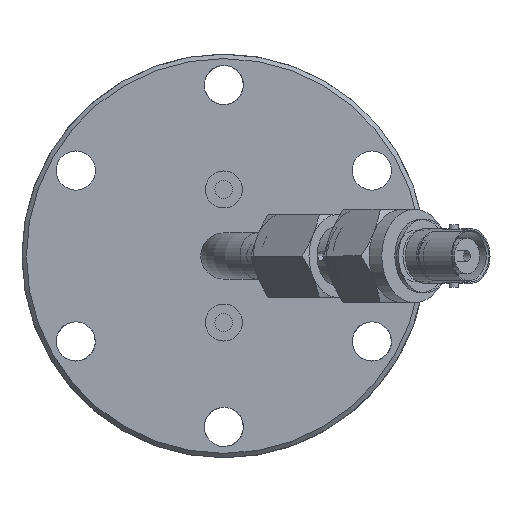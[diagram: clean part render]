
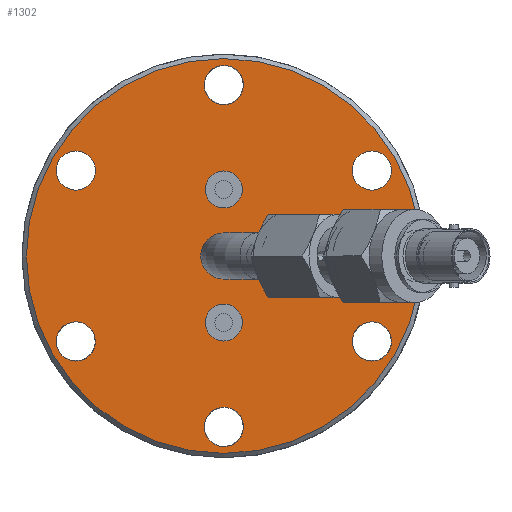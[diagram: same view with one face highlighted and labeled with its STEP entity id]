
A CAD part, front view. The second image highlights one B-rep face of the part: STEP entity #1302.
In plain terms, the highlighted planar face has unit normal (0, -1, 0).
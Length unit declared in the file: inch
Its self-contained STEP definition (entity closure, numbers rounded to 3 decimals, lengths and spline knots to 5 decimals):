
#374=B_SPLINE_CURVE_WITH_KNOTS('',3,(#15859,#15860,#15861,#15862,#15863,
#15864,#15865,#15866,#15867,#15868,#15869),.UNSPECIFIED.,.T.,.F.,(1,1,2,
1,1,1,1,1,1,1,2,1,1),(-0.25,-0.125,0.,0.125,0.25,0.375,0.5,0.625,0.75,0.875,
1.,1.125,1.25),.UNSPECIFIED.);
#375=B_SPLINE_CURVE_WITH_KNOTS('',3,(#15875,#15876,#15877,#15878,#15879,
#15880,#15881,#15882,#15883,#15884,#15885),.UNSPECIFIED.,.T.,.F.,(1,1,2,
1,1,1,1,1,1,1,2,1,1),(-0.25,-0.125,0.,0.125,0.25,0.375,0.5,0.625,0.75,0.875,
1.,1.125,1.25),.UNSPECIFIED.);
#376=B_SPLINE_CURVE_WITH_KNOTS('',3,(#15887,#15888,#15889,#15890,#15891,
#15892,#15893,#15894,#15895,#15896,#15897),.UNSPECIFIED.,.T.,.F.,(1,1,2,
1,1,1,1,1,1,1,2,1,1),(-0.25,-0.125,0.,0.125,0.25,0.375,0.5,0.625,0.75,0.875,
1.,1.125,1.25),.UNSPECIFIED.);
#377=B_SPLINE_CURVE_WITH_KNOTS('',3,(#15899,#15900,#15901,#15902,#15903,
#15904,#15905,#15906,#15907,#15908,#15909),.UNSPECIFIED.,.T.,.F.,(1,1,2,
1,1,1,1,1,1,1,2,1,1),(-0.25,-0.125,0.,0.125,0.25,0.375,0.5,0.625,0.75,0.875,
1.,1.125,1.25),.UNSPECIFIED.);
#1302=ADVANCED_FACE('',(#3415,#3416,#3417,#3418,#3419,#3420,#3421,#3422,
#3423,#3424),#1771,.F.);
#1771=PLANE('',#10365);
#3415=FACE_BOUND('',#4062,.T.);
#3416=FACE_BOUND('',#4063,.T.);
#3417=FACE_BOUND('',#4064,.T.);
#3418=FACE_BOUND('',#4065,.T.);
#3419=FACE_BOUND('',#4066,.T.);
#3420=FACE_BOUND('',#4067,.T.);
#3421=FACE_BOUND('',#4068,.T.);
#3422=FACE_BOUND('',#4069,.T.);
#3423=FACE_BOUND('',#4070,.T.);
#3424=FACE_BOUND('',#4071,.T.);
#4062=EDGE_LOOP('',(#5878));
#4063=EDGE_LOOP('',(#5879));
#4064=EDGE_LOOP('',(#5880));
#4065=EDGE_LOOP('',(#5881));
#4066=EDGE_LOOP('',(#5882));
#4067=EDGE_LOOP('',(#5883));
#4068=EDGE_LOOP('',(#5884));
#4069=EDGE_LOOP('',(#5885));
#4070=EDGE_LOOP('',(#5886));
#4071=EDGE_LOOP('',(#5887));
#5878=ORIENTED_EDGE('',*,*,#8720,.T.);
#5879=ORIENTED_EDGE('',*,*,#8721,.T.);
#5880=ORIENTED_EDGE('',*,*,#8722,.T.);
#5881=ORIENTED_EDGE('',*,*,#8723,.F.);
#5882=ORIENTED_EDGE('',*,*,#8724,.F.);
#5883=ORIENTED_EDGE('',*,*,#8725,.F.);
#5884=ORIENTED_EDGE('',*,*,#8726,.T.);
#5885=ORIENTED_EDGE('',*,*,#8727,.F.);
#5886=ORIENTED_EDGE('',*,*,#8728,.F.);
#5887=ORIENTED_EDGE('',*,*,#8729,.F.);
#7600=VERTEX_POINT('',#15852);
#7601=VERTEX_POINT('',#15854);
#7602=VERTEX_POINT('',#15856);
#7603=VERTEX_POINT('',#15858);
#7604=VERTEX_POINT('',#15870);
#7605=VERTEX_POINT('',#15872);
#7606=VERTEX_POINT('',#15874);
#7607=VERTEX_POINT('',#15886);
#7608=VERTEX_POINT('',#15898);
#7609=VERTEX_POINT('',#15910);
#8720=EDGE_CURVE('',#7600,#7600,#9579,.T.);
#8721=EDGE_CURVE('',#7601,#7601,#9580,.T.);
#8722=EDGE_CURVE('',#7602,#7602,#9581,.T.);
#8723=EDGE_CURVE('',#7603,#7603,#9582,.T.);
#8724=EDGE_CURVE('',#7604,#7604,#374,.T.);
#8725=EDGE_CURVE('',#7605,#7605,#9583,.T.);
#8726=EDGE_CURVE('',#7606,#7606,#9584,.T.);
#8727=EDGE_CURVE('',#7607,#7607,#375,.T.);
#8728=EDGE_CURVE('',#7608,#7608,#376,.T.);
#8729=EDGE_CURVE('',#7609,#7609,#377,.T.);
#9579=CIRCLE('',#10359,0.125);
#9580=CIRCLE('',#10360,0.125);
#9581=CIRCLE('',#10361,0.156);
#9582=CIRCLE('',#10362,0.1325);
#9583=CIRCLE('',#10363,0.1325);
#9584=CIRCLE('',#10364,1.335);
#10359=AXIS2_PLACEMENT_3D('',#15851,#12348,#12349);
#10360=AXIS2_PLACEMENT_3D('',#15853,#12350,#12351);
#10361=AXIS2_PLACEMENT_3D('',#15855,#12352,#12353);
#10362=AXIS2_PLACEMENT_3D('',#15857,#12354,#12355);
#10363=AXIS2_PLACEMENT_3D('',#15871,#12356,#12357);
#10364=AXIS2_PLACEMENT_3D('',#15873,#12358,#12359);
#10365=AXIS2_PLACEMENT_3D('',#15911,#12360,#12361);
#12348=DIRECTION('',(0.,1.,0.));
#12349=DIRECTION('',(0.,0.,1.));
#12350=DIRECTION('',(0.,1.,0.));
#12351=DIRECTION('',(0.,0.,1.));
#12352=DIRECTION('',(0.,1.,0.));
#12353=DIRECTION('',(0.,0.,1.));
#12354=DIRECTION('',(0.,-1.,0.));
#12355=DIRECTION('',(1.,0.,0.));
#12356=DIRECTION('',(0.,-1.,0.));
#12357=DIRECTION('',(0.,0.,-1.));
#12358=DIRECTION('',(0.,-1.,0.));
#12359=DIRECTION('',(0.,0.,-1.));
#12360=DIRECTION('',(0.,1.,0.));
#12361=DIRECTION('',(0.,0.,-1.));
#15851=CARTESIAN_POINT('',(0.,0.,-0.45));
#15852=CARTESIAN_POINT('',(0.,0.,-0.325));
#15853=CARTESIAN_POINT('',(0.,0.,0.45));
#15854=CARTESIAN_POINT('',(0.,0.,0.575));
#15855=CARTESIAN_POINT('',(0.,0.,0.));
#15856=CARTESIAN_POINT('',(0.,0.,0.156));
#15857=CARTESIAN_POINT('',(-1.00113,0.,0.578));
#15858=CARTESIAN_POINT('',(-0.86863,0.,0.578));
#15859=CARTESIAN_POINT('',(0.03473,0.,1.28863));
#15860=CARTESIAN_POINT('',(-0.03473,0.,1.28863));
#15861=CARTESIAN_POINT('',(-0.10388,0.,1.25988));
#15862=CARTESIAN_POINT('',(-0.147,0.,1.156));
#15863=CARTESIAN_POINT('',(-0.10388,0.,1.05212));
#15864=CARTESIAN_POINT('',(0.,0.,1.00901));
#15865=CARTESIAN_POINT('',(0.10388,0.,1.05212));
#15866=CARTESIAN_POINT('',(0.14699,0.,1.156));
#15867=CARTESIAN_POINT('',(0.10388,0.,1.25988));
#15868=CARTESIAN_POINT('',(0.03473,0.,1.28863));
#15869=CARTESIAN_POINT('',(-0.03473,0.,1.28863));
#15870=CARTESIAN_POINT('',(0.,0.,1.28863));
#15871=CARTESIAN_POINT('',(1.00113,0.,0.578));
#15872=CARTESIAN_POINT('',(1.00113,0.,0.4455));
#15873=CARTESIAN_POINT('',(0.,0.,0.));
#15874=CARTESIAN_POINT('',(0.,0.,-1.335));
#15875=CARTESIAN_POINT('',(1.03586,0.,-0.44537));
#15876=CARTESIAN_POINT('',(0.96639,0.,-0.44537));
#15877=CARTESIAN_POINT('',(0.89724,0.,-0.47412));
#15878=CARTESIAN_POINT('',(0.85413,0.,-0.578));
#15879=CARTESIAN_POINT('',(0.89724,0.,-0.68188));
#15880=CARTESIAN_POINT('',(1.00113,0.,-0.72499));
#15881=CARTESIAN_POINT('',(1.10501,0.,-0.68188));
#15882=CARTESIAN_POINT('',(1.14812,0.,-0.578));
#15883=CARTESIAN_POINT('',(1.10501,0.,-0.47412));
#15884=CARTESIAN_POINT('',(1.03586,0.,-0.44537));
#15885=CARTESIAN_POINT('',(0.96639,0.,-0.44537));
#15886=CARTESIAN_POINT('',(1.00113,0.,-0.44537));
#15887=CARTESIAN_POINT('',(0.03473,0.,-1.02337));
#15888=CARTESIAN_POINT('',(-0.03473,0.,-1.02337));
#15889=CARTESIAN_POINT('',(-0.10388,0.,-1.05212));
#15890=CARTESIAN_POINT('',(-0.147,0.,-1.156));
#15891=CARTESIAN_POINT('',(-0.10388,0.,-1.25988));
#15892=CARTESIAN_POINT('',(0.,0.,-1.30299));
#15893=CARTESIAN_POINT('',(0.10388,0.,-1.25988));
#15894=CARTESIAN_POINT('',(0.14699,0.,-1.156));
#15895=CARTESIAN_POINT('',(0.10388,0.,-1.05212));
#15896=CARTESIAN_POINT('',(0.03473,0.,-1.02337));
#15897=CARTESIAN_POINT('',(-0.03473,0.,-1.02337));
#15898=CARTESIAN_POINT('',(0.,0.,-1.02337));
#15899=CARTESIAN_POINT('',(-0.9664,0.,-0.44537));
#15900=CARTESIAN_POINT('',(-1.03586,0.,-0.44537));
#15901=CARTESIAN_POINT('',(-1.10501,0.,-0.47412));
#15902=CARTESIAN_POINT('',(-1.14812,0.,-0.578));
#15903=CARTESIAN_POINT('',(-1.10501,0.,-0.68188));
#15904=CARTESIAN_POINT('',(-1.00113,0.,-0.72499));
#15905=CARTESIAN_POINT('',(-0.89724,0.,-0.68188));
#15906=CARTESIAN_POINT('',(-0.85413,0.,-0.578));
#15907=CARTESIAN_POINT('',(-0.89724,0.,-0.47412));
#15908=CARTESIAN_POINT('',(-0.9664,0.,-0.44537));
#15909=CARTESIAN_POINT('',(-1.03586,0.,-0.44537));
#15910=CARTESIAN_POINT('',(-1.00113,0.,-0.44537));
#15911=CARTESIAN_POINT('',(1.335,0.,0.));
